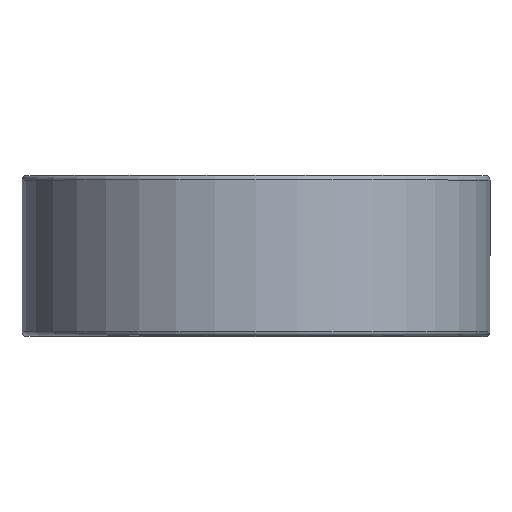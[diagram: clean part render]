
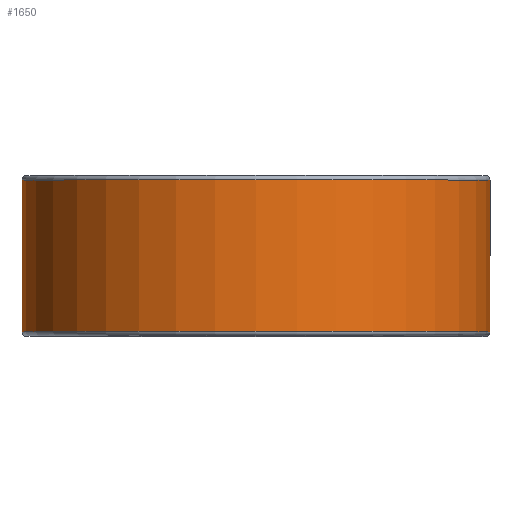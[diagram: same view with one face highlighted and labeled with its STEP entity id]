
A CAD part, top view. The second image highlights one B-rep face of the part: STEP entity #1650.
In plain terms, the highlighted cylindrical face has radius 39.319 mm (diameter 78.638 mm), a partial arc.
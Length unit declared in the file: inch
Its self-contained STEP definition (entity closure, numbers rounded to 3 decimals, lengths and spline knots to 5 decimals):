
#70 = AXIS2_PLACEMENT_3D ( 'NONE', #663, #2010, #832 ) ;
#110 = VERTEX_POINT ( 'NONE', #1157 ) ;
#119 = DIRECTION ( 'NONE',  ( 0., -1., 0. ) ) ;
#129 = DIRECTION ( 'NONE',  ( 0., -1., 0. ) ) ;
#187 = VECTOR ( 'NONE', #1416, 39.37008 ) ;
#241 = CIRCLE ( 'NONE', #70, 1.548 ) ;
#353 = AXIS2_PLACEMENT_3D ( 'NONE', #1295, #119, #1493 ) ;
#415 = EDGE_LOOP ( 'NONE', ( #824, #2254, #1151, #1213 ) ) ;
#663 = CARTESIAN_POINT ( 'NONE',  ( 0., 0.50125, 0. ) ) ;
#683 = EDGE_CURVE ( 'NONE', #110, #1930, #922, .T. ) ;
#824 = ORIENTED_EDGE ( 'NONE', *, *, #1146, .T. ) ;
#832 = DIRECTION ( 'NONE',  ( 0., 0., -1. ) ) ;
#879 = VECTOR ( 'NONE', #1958, 39.37008 ) ;
#922 = LINE ( 'NONE', #2085, #879 ) ;
#1041 = CARTESIAN_POINT ( 'NONE',  ( 1.548, -0.50125, 0. ) ) ;
#1057 = CARTESIAN_POINT ( 'NONE',  ( 1.548, 0.50125, 0. ) ) ;
#1146 = EDGE_CURVE ( 'NONE', #1263, #1560, #2068, .T. ) ;
#1151 = ORIENTED_EDGE ( 'NONE', *, *, #683, .F. ) ;
#1157 = CARTESIAN_POINT ( 'NONE',  ( 0., -0.50125, -1.548 ) ) ;
#1213 = ORIENTED_EDGE ( 'NONE', *, *, #2074, .F. ) ;
#1263 = VERTEX_POINT ( 'NONE', #1041 ) ;
#1295 = CARTESIAN_POINT ( 'NONE',  ( 0., 0.5, 0. ) ) ;
#1303 = CARTESIAN_POINT ( 'NONE',  ( 0., -0.50125, 0. ) ) ;
#1416 = DIRECTION ( 'NONE',  ( 0., 1., 0. ) ) ;
#1423 = CYLINDRICAL_SURFACE ( 'NONE', #353, 1.548 ) ;
#1493 = DIRECTION ( 'NONE',  ( 0., 0., -1. ) ) ;
#1504 = DIRECTION ( 'NONE',  ( 0., 0., -1. ) ) ;
#1560 = VERTEX_POINT ( 'NONE', #1057 ) ;
#1574 = AXIS2_PLACEMENT_3D ( 'NONE', #1303, #129, #1504 ) ;
#1650 = ADVANCED_FACE ( 'NONE', ( #1666 ), #1423, .T. ) ;
#1666 = FACE_OUTER_BOUND ( 'NONE', #415, .T. ) ;
#1930 = VERTEX_POINT ( 'NONE', #2274 ) ;
#1958 = DIRECTION ( 'NONE',  ( 0., 1., 0. ) ) ;
#1962 = CARTESIAN_POINT ( 'NONE',  ( 1.548, 0.50125, 0. ) ) ;
#2010 = DIRECTION ( 'NONE',  ( 0., -1., 0. ) ) ;
#2011 = CIRCLE ( 'NONE', #1574, 1.548 ) ;
#2068 = LINE ( 'NONE', #1962, #187 ) ;
#2074 = EDGE_CURVE ( 'NONE', #1263, #110, #2011, .T. ) ;
#2085 = CARTESIAN_POINT ( 'NONE',  ( 0., 0.50125, -1.548 ) ) ;
#2143 = EDGE_CURVE ( 'NONE', #1560, #1930, #241, .T. ) ;
#2254 = ORIENTED_EDGE ( 'NONE', *, *, #2143, .T. ) ;
#2274 = CARTESIAN_POINT ( 'NONE',  ( 0., 0.50125, -1.548 ) ) ;
